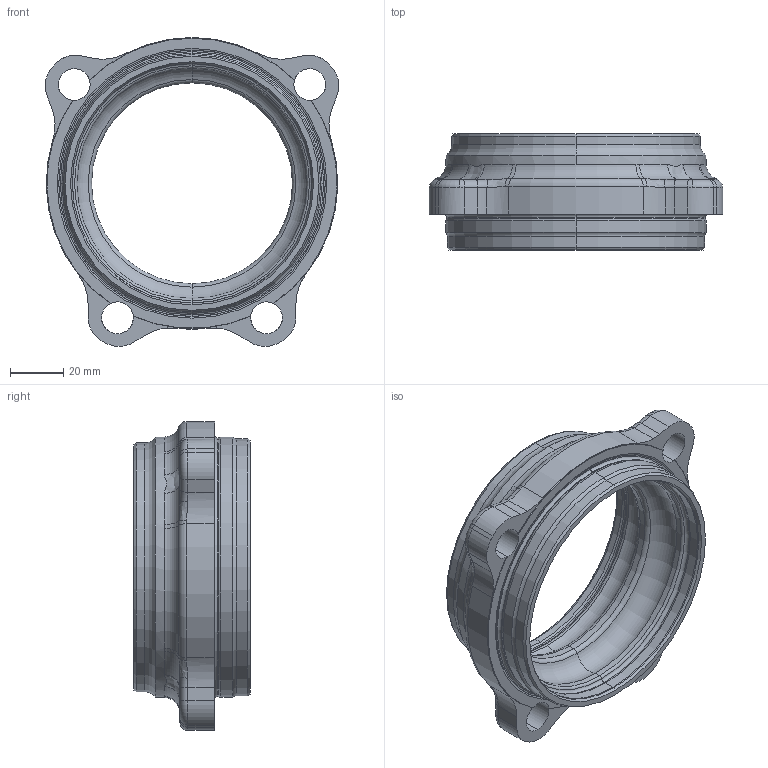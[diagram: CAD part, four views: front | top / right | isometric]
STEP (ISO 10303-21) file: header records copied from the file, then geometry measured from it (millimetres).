
FILE_DESCRIPTION (( 'STEP AP214' ), '1' );
FILE_NAME ('粣創.STEP', '2019-04-23T02:33:06', ( '' ), ( '' ), 'SwSTEP 2.0', 'SolidWorks 2018', '' );
FILE_SCHEMA (( 'AUTOMOTIVE_DESIGN' ));
Length unit declared in the file: millimetre
Products named in the file (1): 粣創
Bounding box: 110.69 x 43.8 x 116.56 mm (x, y, z)
Volume: 108382.3 mm3; surface area: 36037.7 mm2
Topology: 1 solids, 1 shells, 199 faces, 483 edges, 281 vertices
Faces by surface type: torus 75, cylinder 61, bspline 28, cone 18, plane 17
Entity records: 6651 total; most frequent: CARTESIAN_POINT 1916, DIRECTION 1103, ORIENTED_EDGE 966, AXIS2_PLACEMENT_3D 500, EDGE_CURVE 483, CIRCLE 328, VERTEX_POINT 281, EDGE_LOOP 204
